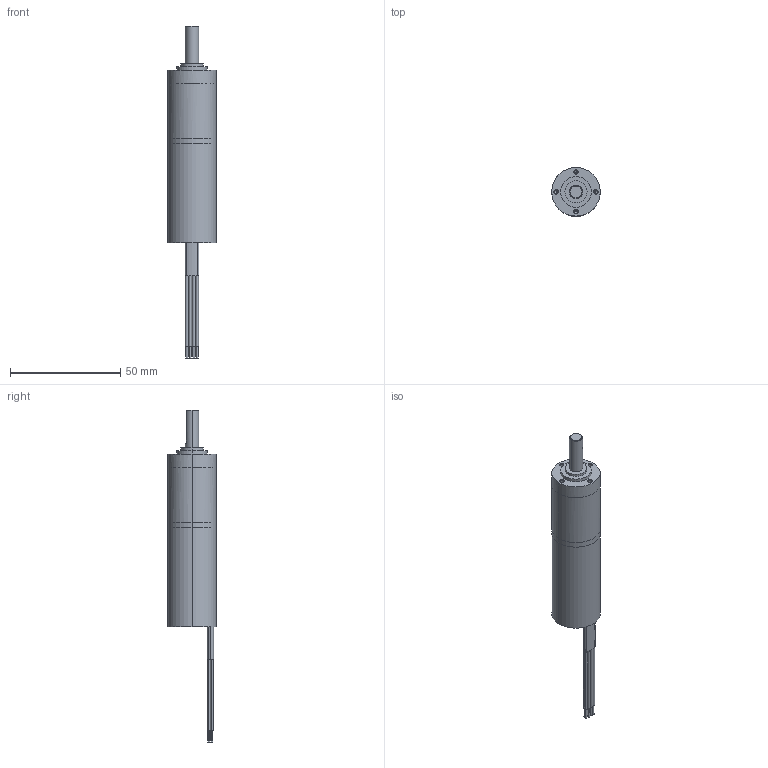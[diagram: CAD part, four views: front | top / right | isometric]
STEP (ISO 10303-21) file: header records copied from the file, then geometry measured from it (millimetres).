
FILE_DESCRIPTION (( 'STEP AP214' ), '1' );
FILE_NAME ('BLWRPG092S-R19.STEP', '2009-12-12T00:00:39', ( 'Tim Raines' ), ( 'Anaheim Automation' ), 'SwSTEP 2.0', 'SolidWorks 2010', '' );
FILE_SCHEMA (( 'AUTOMOTIVE_DESIGN' ));
Length unit declared in the file: millimetre
Products named in the file (1): BLWRPG092S-R19
Bounding box: 22 x 22 x 150.75 mm (x, y, z)
Volume: 30910.1 mm3; surface area: 8968.2 mm2
Topology: 2 solids, 2 shells, 160 faces, 358 edges, 218 vertices
Faces by surface type: cylinder 87, cone 37, plane 36
Entity records: 6218 total; most frequent: DIRECTION 853, CARTESIAN_POINT 761, ORIENTED_EDGE 684, AXIS2_PLACEMENT_3D 354, EDGE_CURVE 342, VERTEX_POINT 218, EDGE_LOOP 194, CIRCLE 193
